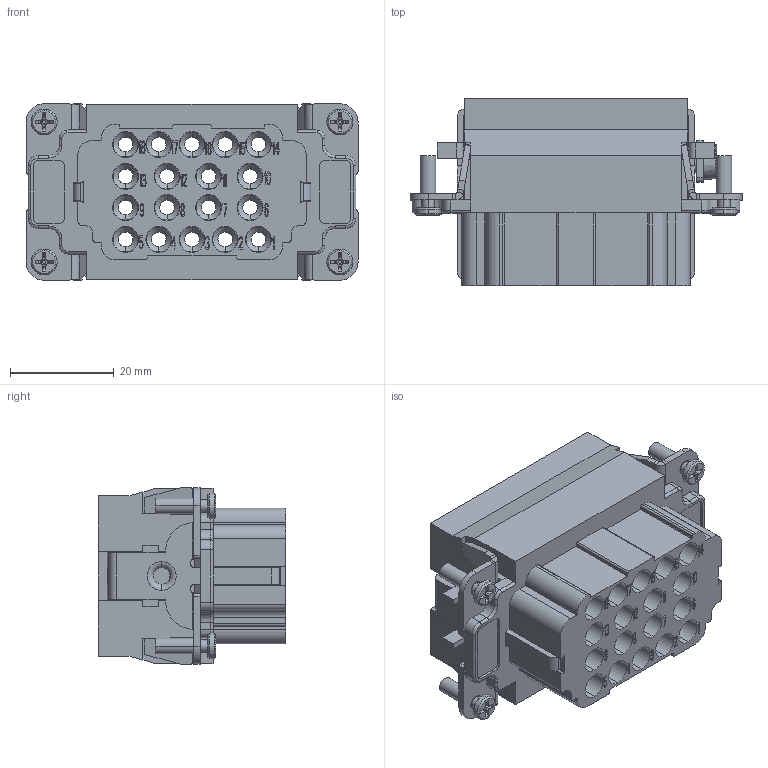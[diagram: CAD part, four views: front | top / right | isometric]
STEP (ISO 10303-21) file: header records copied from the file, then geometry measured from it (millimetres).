
FILE_DESCRIPTION((''),'2;1');
FILE_NAME('HEE-018-FC','2017-08-10T',('tl.yang'),(''),'PRO/ENGINEER BY PARAMETRIC TECHNOLOGY CORPORATION, 2011500','PRO/ENGINEER BY PARAMETRIC TECHNOLOGY CORPORATION, 2011500','');
FILE_SCHEMA(('CONFIG_CONTROL_DESIGN'));
Products named in the file (1): HEE-018-FC
Bounding box: 64 x 36.1 x 34 mm (x, y, z)
Volume: 34064.1 mm3; surface area: 23312.5 mm2
Topology: 1 solids, 1 shells, 2403 faces, 6767 edges, 4499 vertices
Faces by surface type: plane 1979, cylinder 318, cone 56, bspline 32, torus 18
Entity records: 77765 total; most frequent: CARTESIAN_POINT 14887, ORIENTED_EDGE 13534, DIRECTION 12211, EDGE_CURVE 6767, VECTOR 5893, LINE 5893, VERTEX_POINT 4499, AXIS2_PLACEMENT_3D 3159
